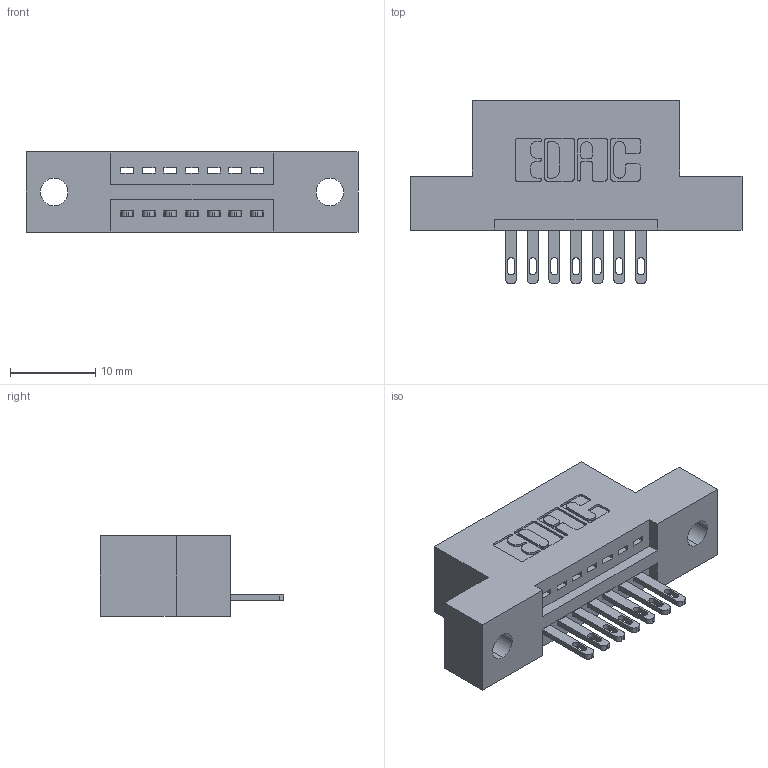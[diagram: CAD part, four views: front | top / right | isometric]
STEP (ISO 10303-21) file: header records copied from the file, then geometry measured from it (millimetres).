
FILE_DESCRIPTION (( 'STEP AP203' ), '1' );
FILE_NAME ('345-007-500-102.STEP', '2018-08-17T00:48:01', ( '' ), ( '' ), 'SwSTEP 2.0', 'SolidWorks 2016', '' );
FILE_SCHEMA (( 'CONFIG_CONTROL_DESIGN' ));
Length unit declared in the file: inch
Products named in the file (3): 345 Part_Flush Mounting Lugs - 0.128 Dia; 345-292-001_345-293-100; 345-007-500-102
Assembly tree (8 placements, depth 2):
  345-007-500-102
    345 Part_Flush Mounting Lugs - 0.128 Dia
    345-292-001_345-293-100  x7
Bounding box: 38.99 x 21.51 x 9.4 mm (x, y, z)
Volume: 3384.2 mm3; surface area: 3765.8 mm2
Topology: 8 solids, 8 shells, 504 faces, 1517 edges, 1010 vertices
Faces by surface type: plane 318, cylinder 186
Entity records: 9913 total; most frequent: CARTESIAN_POINT 1725, ORIENTED_EDGE 1666, DIRECTION 1559, EDGE_CURVE 833, VECTOR 669, LINE 669, VERTEX_POINT 554, AXIS2_PLACEMENT_3D 445
